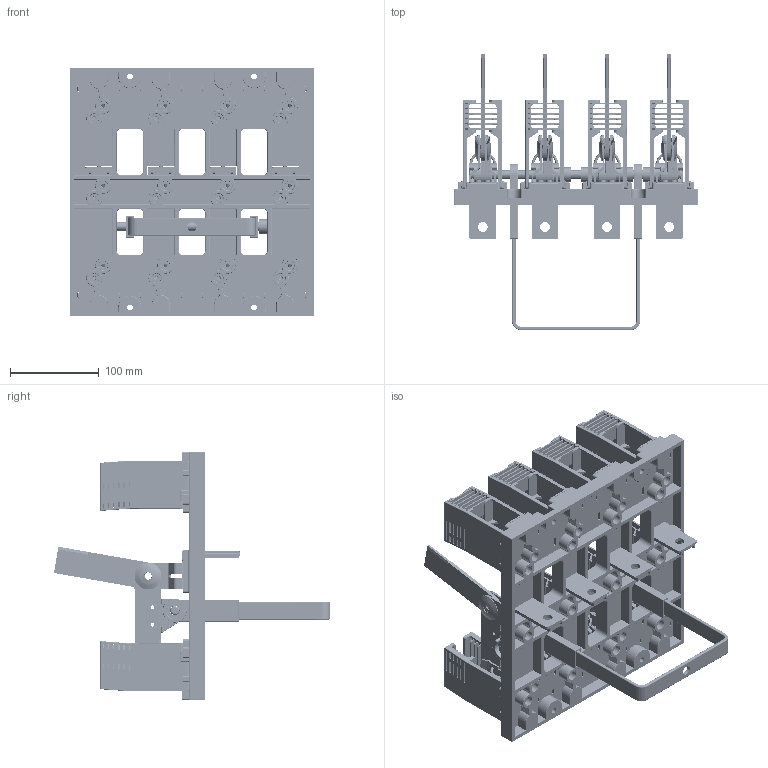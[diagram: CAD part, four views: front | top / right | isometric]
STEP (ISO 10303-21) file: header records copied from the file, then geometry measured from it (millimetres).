
FILE_DESCRIPTION((''),'2;1');
FILE_NAME('ASM0001_ASM','2024-06-11T',('Administrator'),(''),'PRO/ENGINEER BY PARAMETRIC TECHNOLOGY CORPORATION, 2009440','PRO/ENGINEER BY PARAMETRIC TECHNOLOGY CORPORATION, 2009440','');
FILE_SCHEMA(('CONFIG_CONTROL_DESIGN'));
Products named in the file (16): DIBAN; HOUCHUTOU; QIANCHUTOU; CHUTOU; KAHUANG; JUEYUANJIAN; ZHOU10; JUANYUANTAO; LAGAN; PANXINGTANHANG; GEHUBAN; MIEHUPIAN; MIEHUSHI_ASM; ZHUTAO; YANBAN; ASM0001_ASM
Assembly tree (60 placements, depth 3):
  ASM0001_ASM
    DIBAN
    HOUCHUTOU  x4
    QIANCHUTOU  x8
    CHUTOU  x4
    KAHUANG  x4
    JUEYUANJIAN  x4
    ZHOU10
    JUANYUANTAO  x2
    LAGAN
    PANXINGTANHANG  x8
    MIEHUSHI_ASM  x8
      GEHUBAN
      MIEHUPIAN
    ZHUTAO  x4
    YANBAN  x4
Bounding box: 275 x 311.01 x 280 mm (x, y, z)
Volume: 1567514.5 mm3; surface area: 1015145.4 mm2
Topology: 109 solids, 109 shells, 8337 faces, 22688 edges, 14336 vertices
Faces by surface type: plane 4329, cylinder 2788, torus 716, bspline 228, sphere 204, cone 68, extrusion 4
Entity records: 99696 total; most frequent: CARTESIAN_POINT 20619, DIRECTION 17035, ORIENTED_EDGE 16260, EDGE_CURVE 8130, AXIS2_PLACEMENT_3D 6143, VERTEX_POINT 5026, VECTOR 4749, LINE 4745
